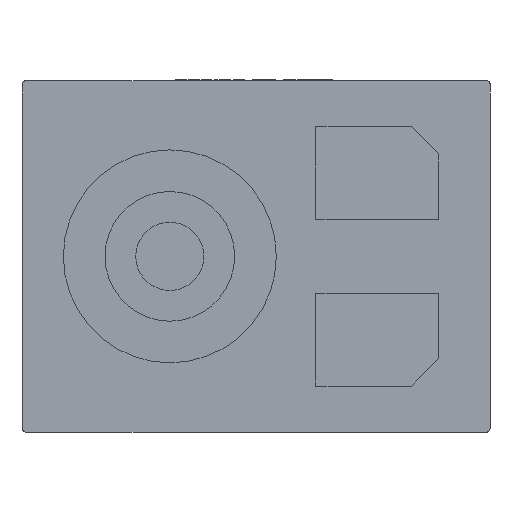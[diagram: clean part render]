
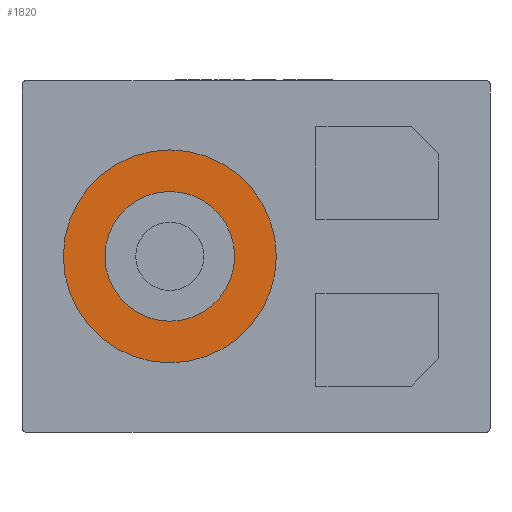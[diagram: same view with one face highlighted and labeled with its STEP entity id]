
A CAD part, front view. The second image highlights one B-rep face of the part: STEP entity #1820.
In plain terms, the highlighted planar face has unit normal (0, -1, 0).
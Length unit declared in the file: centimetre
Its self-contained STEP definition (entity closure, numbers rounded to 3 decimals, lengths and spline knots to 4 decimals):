
#1820 = ADVANCED_FACE ( 'NONE', ( #26589, #8357 ), #11111, .F. ) ;
#2074 = CARTESIAN_POINT ( 'NONE',  ( 0.108, -0.0005, 0. ) ) ;
#2103 = CARTESIAN_POINT ( 'NONE',  ( 0.108, -0.0005, 0. ) ) ;
#2138 = CIRCLE ( 'NONE', #11241, 0.078 ) ;
#2936 = AXIS2_PLACEMENT_3D ( 'NONE', #2103, #15704, #11216 ) ;
#3413 = CARTESIAN_POINT ( 'NONE',  ( 0.108, -0.0005, 0.078 ) ) ;
#3617 = AXIS2_PLACEMENT_3D ( 'NONE', #2074, #17958, #4348 ) ;
#4077 = AXIS2_PLACEMENT_3D ( 'NONE', #21715, #8052, #24025 ) ;
#4348 = DIRECTION ( 'NONE',  ( 0., 0., -1. ) ) ;
#5067 = ORIENTED_EDGE ( 'NONE', *, *, #19778, .F. ) ;
#8052 = DIRECTION ( 'NONE',  ( 0., 1., 0. ) ) ;
#8357 = FACE_BOUND ( 'NONE', #26356, .T. ) ;
#9602 = CARTESIAN_POINT ( 'NONE',  ( 0.108, -0.0005, 0. ) ) ;
#9873 = EDGE_CURVE ( 'NONE', #29458, #16575, #11272, .T. ) ;
#10390 = ORIENTED_EDGE ( 'NONE', *, *, #15479, .F. ) ;
#10886 = VERTEX_POINT ( 'NONE', #3413 ) ;
#11111 = PLANE ( 'NONE',  #2936 ) ;
#11123 = VERTEX_POINT ( 'NONE', #29620 ) ;
#11216 = DIRECTION ( 'NONE',  ( 0., 0., 1. ) ) ;
#11241 = AXIS2_PLACEMENT_3D ( 'NONE', #13203, #29230, #15494 ) ;
#11272 = CIRCLE ( 'NONE', #4077, 0.0475 ) ;
#11879 = DIRECTION ( 'NONE',  ( 0., 0., -1. ) ) ;
#12257 = EDGE_LOOP ( 'NONE', ( #5067, #10390 ) ) ;
#12484 = CARTESIAN_POINT ( 'NONE',  ( 0.108, -0.0005, 0.0475 ) ) ;
#13203 = CARTESIAN_POINT ( 'NONE',  ( 0.108, -0.0005, 0. ) ) ;
#13593 = CIRCLE ( 'NONE', #3617, 0.0475 ) ;
#14425 = AXIS2_PLACEMENT_3D ( 'NONE', #9602, #25603, #11879 ) ;
#15479 = EDGE_CURVE ( 'NONE', #10886, #11123, #17545, .T. ) ;
#15494 = DIRECTION ( 'NONE',  ( 0., 0., -1. ) ) ;
#15517 = ORIENTED_EDGE ( 'NONE', *, *, #25207, .T. ) ;
#15704 = DIRECTION ( 'NONE',  ( 0., 1., 0. ) ) ;
#16575 = VERTEX_POINT ( 'NONE', #12484 ) ;
#17545 = CIRCLE ( 'NONE', #14425, 0.078 ) ;
#17958 = DIRECTION ( 'NONE',  ( 0., 1., 0. ) ) ;
#19778 = EDGE_CURVE ( 'NONE', #11123, #10886, #2138, .T. ) ;
#21715 = CARTESIAN_POINT ( 'NONE',  ( 0.108, -0.0005, 0. ) ) ;
#21923 = CARTESIAN_POINT ( 'NONE',  ( 0.108, -0.0005, -0.0475 ) ) ;
#24025 = DIRECTION ( 'NONE',  ( 0., 0., -1. ) ) ;
#25207 = EDGE_CURVE ( 'NONE', #16575, #29458, #13593, .T. ) ;
#25603 = DIRECTION ( 'NONE',  ( 0., 1., 0. ) ) ;
#26356 = EDGE_LOOP ( 'NONE', ( #29493, #15517 ) ) ;
#26589 = FACE_OUTER_BOUND ( 'NONE', #12257, .T. ) ;
#29230 = DIRECTION ( 'NONE',  ( 0., 1., 0. ) ) ;
#29458 = VERTEX_POINT ( 'NONE', #21923 ) ;
#29493 = ORIENTED_EDGE ( 'NONE', *, *, #9873, .T. ) ;
#29620 = CARTESIAN_POINT ( 'NONE',  ( 0.108, -0.0005, -0.078 ) ) ;
